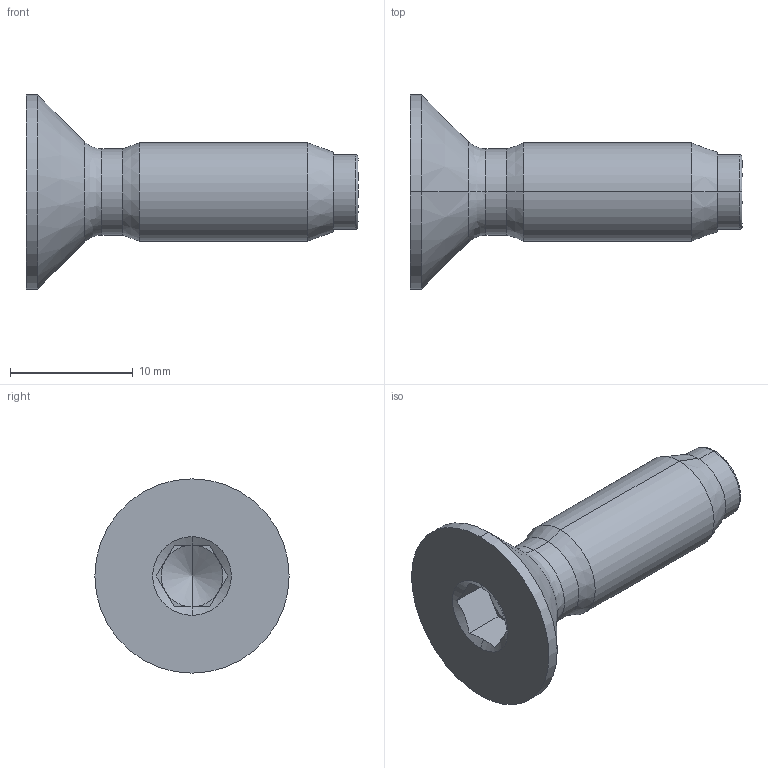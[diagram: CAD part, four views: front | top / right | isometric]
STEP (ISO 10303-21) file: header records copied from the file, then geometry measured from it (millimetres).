
FILE_DESCRIPTION (( 'STEP AP214' ), '1' );
FILE_NAME ('6128067', '2019-01-28T15:48:16', ( '' ), ('JUGARD+KÜNSTNER GmbH'), 'SwSTEP 2.0', 'SolidWorks 2017', '' );
FILE_SCHEMA (( 'AUTOMOTIVE_DESIGN' ));
Length unit declared in the file: millimetre
Products named in the file (1): 6128067
Bounding box: 27 x 15.8 x 15.8 mm (x, y, z)
Volume: 1561.4 mm3; surface area: 1078.1 mm2
Topology: 1 solids, 1 shells, 37 faces, 80 edges, 45 vertices
Faces by surface type: plane 15, cone 10, cylinder 8, bspline 4
Entity records: 1100 total; most frequent: CARTESIAN_POINT 267, DIRECTION 168, ORIENTED_EDGE 156, EDGE_CURVE 78, AXIS2_PLACEMENT_3D 66, VERTEX_POINT 45, EDGE_LOOP 39, ADVANCED_FACE 37
